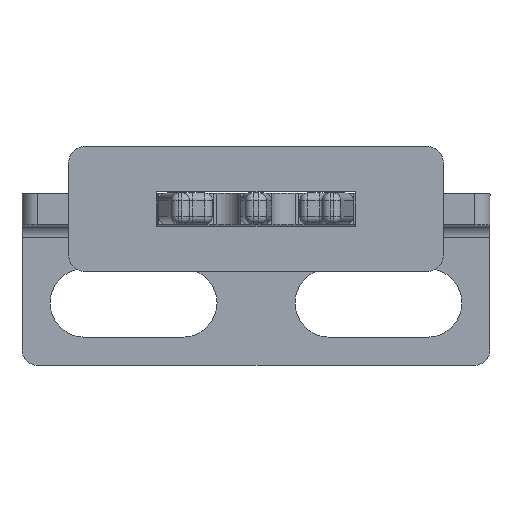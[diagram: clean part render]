
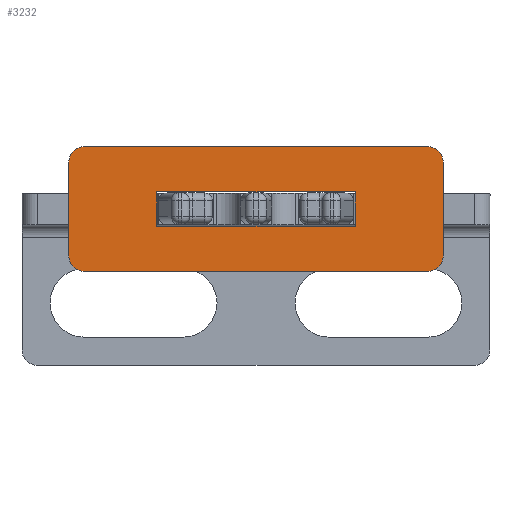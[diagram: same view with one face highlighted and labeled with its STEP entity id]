
A CAD part, top view. The second image highlights one B-rep face of the part: STEP entity #3232.
In plain terms, the highlighted planar face has unit normal (0, 0, 1).
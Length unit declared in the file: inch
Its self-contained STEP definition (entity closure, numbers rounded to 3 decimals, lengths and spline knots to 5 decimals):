
#55 = VERTEX_POINT ( 'NONE', #2236 ) ;
#86 = CARTESIAN_POINT ( 'NONE',  ( -0.47244, 0.55118, 0.39764 ) ) ;
#103 = EDGE_LOOP ( 'NONE', ( #1845, #646, #287, #196, #4192, #313, #185, #4365 ) ) ;
#156 = AXIS2_PLACEMENT_3D ( 'NONE', #1860, #4534, #4515 ) ;
#185 = ORIENTED_EDGE ( 'NONE', *, *, #1134, .F. ) ;
#196 = ORIENTED_EDGE ( 'NONE', *, *, #1971, .F. ) ;
#212 = CARTESIAN_POINT ( 'NONE',  ( 0.25, 0.43701, 0.39764 ) ) ;
#220 = AXIS2_PLACEMENT_3D ( 'NONE', #3447, #4581, #1897 ) ;
#287 = ORIENTED_EDGE ( 'NONE', *, *, #608, .F. ) ;
#294 = DIRECTION ( 'NONE',  ( -1., 0., 0. ) ) ;
#307 = EDGE_CURVE ( 'NONE', #2072, #843, #2731, .T. ) ;
#313 = ORIENTED_EDGE ( 'NONE', *, *, #307, .F. ) ;
#426 = CARTESIAN_POINT ( 'NONE',  ( -0.25, 0.23622, 0.39764 ) ) ;
#473 = CIRCLE ( 'NONE', #156, 0.03937 ) ;
#524 = EDGE_CURVE ( 'NONE', #3736, #4141, #2296, .T. ) ;
#540 = VECTOR ( 'NONE', #4265, 39.37008 ) ;
#570 = CARTESIAN_POINT ( 'NONE',  ( -0.47244, 0.23622, 0.39764 ) ) ;
#608 = EDGE_CURVE ( 'NONE', #4614, #3489, #784, .T. ) ;
#646 = ORIENTED_EDGE ( 'NONE', *, *, #4846, .F. ) ;
#727 = DIRECTION ( 'NONE',  ( 0., 1., 0. ) ) ;
#747 = CARTESIAN_POINT ( 'NONE',  ( -0.43307, 0.55118, 0.39764 ) ) ;
#755 = CARTESIAN_POINT ( 'NONE',  ( -0.43307, 0.23622, 0.39764 ) ) ;
#784 = CIRCLE ( 'NONE', #2940, 0.03937 ) ;
#799 = LINE ( 'NONE', #426, #1368 ) ;
#814 = ORIENTED_EDGE ( 'NONE', *, *, #2024, .F. ) ;
#815 = VECTOR ( 'NONE', #727, 39.37008 ) ;
#843 = VERTEX_POINT ( 'NONE', #2342 ) ;
#1001 = DIRECTION ( 'NONE',  ( 0., -1., 0. ) ) ;
#1018 = FACE_OUTER_BOUND ( 'NONE', #103, .T. ) ;
#1041 = VECTOR ( 'NONE', #1001, 39.37008 ) ;
#1048 = VECTOR ( 'NONE', #2405, 39.37008 ) ;
#1134 = EDGE_CURVE ( 'NONE', #1508, #2072, #473, .T. ) ;
#1141 = EDGE_LOOP ( 'NONE', ( #3081, #814, #2711, #3949 ) ) ;
#1321 = CARTESIAN_POINT ( 'NONE',  ( 0.43307, 0.27559, 0.39764 ) ) ;
#1368 = VECTOR ( 'NONE', #1921, 39.37008 ) ;
#1370 = PLANE ( 'NONE',  #4162 ) ;
#1442 = VECTOR ( 'NONE', #4902, 39.37008 ) ;
#1448 = FACE_BOUND ( 'NONE', #1141, .T. ) ;
#1452 = CARTESIAN_POINT ( 'NONE',  ( 0.47244, 0.51181, 0.39764 ) ) ;
#1508 = VERTEX_POINT ( 'NONE', #2872 ) ;
#1543 = DIRECTION ( 'NONE',  ( 0., 0., -1. ) ) ;
#1668 = LINE ( 'NONE', #2369, #4478 ) ;
#1755 = CIRCLE ( 'NONE', #3029, 0.03937 ) ;
#1845 = ORIENTED_EDGE ( 'NONE', *, *, #524, .F. ) ;
#1860 = CARTESIAN_POINT ( 'NONE',  ( -0.43307, 0.51181, 0.39764 ) ) ;
#1897 = DIRECTION ( 'NONE',  ( 1., 0., 0. ) ) ;
#1921 = DIRECTION ( 'NONE',  ( 0., -1., 0. ) ) ;
#1927 = CARTESIAN_POINT ( 'NONE',  ( -0.25, 0.43701, 0.39764 ) ) ;
#1962 = VERTEX_POINT ( 'NONE', #3672 ) ;
#1971 = EDGE_CURVE ( 'NONE', #2020, #4614, #4847, .T. ) ;
#2002 = VECTOR ( 'NONE', #2096, 39.37008 ) ;
#2020 = VERTEX_POINT ( 'NONE', #1452 ) ;
#2024 = EDGE_CURVE ( 'NONE', #2418, #2856, #3369, .T. ) ;
#2041 = CARTESIAN_POINT ( 'NONE',  ( 0.43307, 0.23622, 0.39764 ) ) ;
#2053 = LINE ( 'NONE', #3857, #1048 ) ;
#2067 = DIRECTION ( 'NONE',  ( 1., 0., 0. ) ) ;
#2072 = VERTEX_POINT ( 'NONE', #747 ) ;
#2096 = DIRECTION ( 'NONE',  ( 0., 1., 0. ) ) ;
#2174 = EDGE_CURVE ( 'NONE', #55, #1962, #1668, .T. ) ;
#2236 = CARTESIAN_POINT ( 'NONE',  ( -0.25, 0.35039, 0.39764 ) ) ;
#2296 = CIRCLE ( 'NONE', #220, 0.03937 ) ;
#2302 = EDGE_CURVE ( 'NONE', #4141, #1508, #3995, .T. ) ;
#2342 = CARTESIAN_POINT ( 'NONE',  ( 0.43307, 0.55118, 0.39764 ) ) ;
#2369 = CARTESIAN_POINT ( 'NONE',  ( -0.47244, 0.35039, 0.39764 ) ) ;
#2405 = DIRECTION ( 'NONE',  ( -1., 0., 0. ) ) ;
#2418 = VERTEX_POINT ( 'NONE', #212 ) ;
#2521 = CARTESIAN_POINT ( 'NONE',  ( -0.47244, 0.27559, 0.39764 ) ) ;
#2644 = CARTESIAN_POINT ( 'NONE',  ( 0.25, 0.23622, 0.39764 ) ) ;
#2665 = CARTESIAN_POINT ( 'NONE',  ( 0.43307, 0.51181, 0.39764 ) ) ;
#2711 = ORIENTED_EDGE ( 'NONE', *, *, #4200, .F. ) ;
#2731 = LINE ( 'NONE', #86, #540 ) ;
#2856 = VERTEX_POINT ( 'NONE', #1927 ) ;
#2872 = CARTESIAN_POINT ( 'NONE',  ( -0.47244, 0.51181, 0.39764 ) ) ;
#2940 = AXIS2_PLACEMENT_3D ( 'NONE', #1321, #3642, #4659 ) ;
#2969 = CARTESIAN_POINT ( 'NONE',  ( -0.47244, 0.23622, 0.39764 ) ) ;
#2971 = CARTESIAN_POINT ( 'NONE',  ( -0.47244, 0.43701, 0.39764 ) ) ;
#3029 = AXIS2_PLACEMENT_3D ( 'NONE', #2665, #1543, #3067 ) ;
#3034 = EDGE_CURVE ( 'NONE', #843, #2020, #1755, .T. ) ;
#3062 = CARTESIAN_POINT ( 'NONE',  ( 0.47244, 0.27559, 0.39764 ) ) ;
#3067 = DIRECTION ( 'NONE',  ( 1., 0., 0. ) ) ;
#3081 = ORIENTED_EDGE ( 'NONE', *, *, #4183, .F. ) ;
#3232 = ADVANCED_FACE ( 'NONE', ( #1018, #1448 ), #1370, .F. ) ;
#3369 = LINE ( 'NONE', #2971, #1442 ) ;
#3393 = LINE ( 'NONE', #2644, #815 ) ;
#3447 = CARTESIAN_POINT ( 'NONE',  ( -0.43307, 0.27559, 0.39764 ) ) ;
#3489 = VERTEX_POINT ( 'NONE', #2041 ) ;
#3642 = DIRECTION ( 'NONE',  ( 0., 0., -1. ) ) ;
#3672 = CARTESIAN_POINT ( 'NONE',  ( 0.25, 0.35039, 0.39764 ) ) ;
#3723 = CARTESIAN_POINT ( 'NONE',  ( 0.47244, 0.23622, 0.39764 ) ) ;
#3736 = VERTEX_POINT ( 'NONE', #755 ) ;
#3857 = CARTESIAN_POINT ( 'NONE',  ( -0.47244, 0.23622, 0.39764 ) ) ;
#3949 = ORIENTED_EDGE ( 'NONE', *, *, #2174, .F. ) ;
#3995 = LINE ( 'NONE', #570, #2002 ) ;
#4141 = VERTEX_POINT ( 'NONE', #2521 ) ;
#4162 = AXIS2_PLACEMENT_3D ( 'NONE', #2969, #4447, #294 ) ;
#4183 = EDGE_CURVE ( 'NONE', #2856, #55, #799, .T. ) ;
#4192 = ORIENTED_EDGE ( 'NONE', *, *, #3034, .F. ) ;
#4200 = EDGE_CURVE ( 'NONE', #1962, #2418, #3393, .T. ) ;
#4265 = DIRECTION ( 'NONE',  ( 1., 0., 0. ) ) ;
#4365 = ORIENTED_EDGE ( 'NONE', *, *, #2302, .F. ) ;
#4447 = DIRECTION ( 'NONE',  ( 0., 0., -1. ) ) ;
#4478 = VECTOR ( 'NONE', #2067, 39.37008 ) ;
#4515 = DIRECTION ( 'NONE',  ( 1., 0., 0. ) ) ;
#4534 = DIRECTION ( 'NONE',  ( 0., 0., -1. ) ) ;
#4581 = DIRECTION ( 'NONE',  ( 0., 0., -1. ) ) ;
#4614 = VERTEX_POINT ( 'NONE', #3062 ) ;
#4659 = DIRECTION ( 'NONE',  ( 1., 0., 0. ) ) ;
#4846 = EDGE_CURVE ( 'NONE', #3489, #3736, #2053, .T. ) ;
#4847 = LINE ( 'NONE', #3723, #1041 ) ;
#4902 = DIRECTION ( 'NONE',  ( -1., 0., 0. ) ) ;
